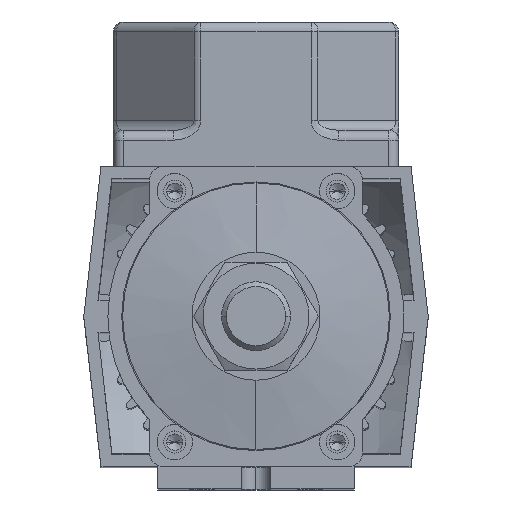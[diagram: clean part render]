
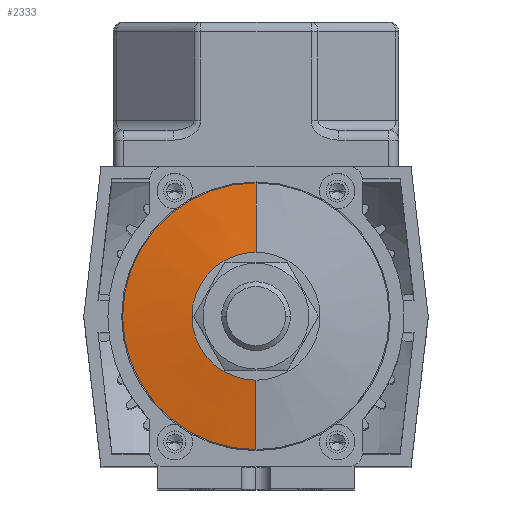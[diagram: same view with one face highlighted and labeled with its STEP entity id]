
A CAD part, top view. The second image highlights one B-rep face of the part: STEP entity #2333.
In plain terms, the highlighted conical face has half-angle 81.927 degrees and reference radius 27.1 mm.
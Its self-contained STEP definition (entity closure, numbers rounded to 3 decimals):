
#423 = DIRECTION ( 'NONE',  ( -1., 0., 0. ) ) ;
#587 = EDGE_LOOP ( 'NONE', ( #6981, #15145, #8325, #10739 ) ) ;
#880 = AXIS2_PLACEMENT_3D ( 'NONE', #17597, #8869, #11821 ) ;
#1203 = DIRECTION ( 'NONE',  ( -1., 0., 0. ) ) ;
#1433 = DIRECTION ( 'NONE',  ( -0.14, -0.99, 0. ) ) ;
#1763 = VERTEX_POINT ( 'NONE', #8644 ) ;
#1905 = CIRCLE ( 'NONE', #880, 13. ) ;
#1961 = LINE ( 'NONE', #14325, #7408 ) ;
#2333 = ADVANCED_FACE ( 'NONE', ( #14454 ), #4900, .T. ) ;
#3354 = DIRECTION ( 'NONE',  ( 0., -1., 0. ) ) ;
#4900 = CONICAL_SURFACE ( 'NONE', #7697, 27.1, 1.43 ) ;
#5525 = EDGE_CURVE ( 'NONE', #1763, #9408, #7401, .T. ) ;
#5678 = CARTESIAN_POINT ( 'NONE',  ( 3402.072, 1498.939, 0. ) ) ;
#5881 = CARTESIAN_POINT ( 'NONE',  ( 3400.072, 1539.039, 0. ) ) ;
#6402 = CARTESIAN_POINT ( 'NONE',  ( 3400.072, 1484.839, 0. ) ) ;
#6981 = ORIENTED_EDGE ( 'NONE', *, *, #13208, .T. ) ;
#7401 = LINE ( 'NONE', #13223, #8749 ) ;
#7408 = VECTOR ( 'NONE', #1433, 1000. ) ;
#7697 = AXIS2_PLACEMENT_3D ( 'NONE', #9091, #423, #3354 ) ;
#8325 = ORIENTED_EDGE ( 'NONE', *, *, #10772, .F. ) ;
#8592 = CIRCLE ( 'NONE', #17860, 27.1 ) ;
#8644 = CARTESIAN_POINT ( 'NONE',  ( 3402.072, 1524.939, 0. ) ) ;
#8749 = VECTOR ( 'NONE', #17615, 1000. ) ;
#8869 = DIRECTION ( 'NONE',  ( -1., 0., 0. ) ) ;
#9091 = CARTESIAN_POINT ( 'NONE',  ( 3400.072, 1511.939, 0. ) ) ;
#9408 = VERTEX_POINT ( 'NONE', #5881 ) ;
#9447 = VERTEX_POINT ( 'NONE', #5678 ) ;
#10739 = ORIENTED_EDGE ( 'NONE', *, *, #11433, .F. ) ;
#10772 = EDGE_CURVE ( 'NONE', #14960, #9408, #8592, .T. ) ;
#11433 = EDGE_CURVE ( 'NONE', #9447, #14960, #1961, .T. ) ;
#11821 = DIRECTION ( 'NONE',  ( 0., 1., 0. ) ) ;
#13208 = EDGE_CURVE ( 'NONE', #9447, #1763, #1905, .T. ) ;
#13223 = CARTESIAN_POINT ( 'NONE',  ( 3400.072, 1539.039, 0. ) ) ;
#14325 = CARTESIAN_POINT ( 'NONE',  ( 3400.072, 1484.839, 0. ) ) ;
#14350 = DIRECTION ( 'NONE',  ( 0., -1., 0. ) ) ;
#14454 = FACE_OUTER_BOUND ( 'NONE', #587, .T. ) ;
#14960 = VERTEX_POINT ( 'NONE', #6402 ) ;
#15145 = ORIENTED_EDGE ( 'NONE', *, *, #5525, .T. ) ;
#15950 = CARTESIAN_POINT ( 'NONE',  ( 3400.072, 1511.939, 0. ) ) ;
#17597 = CARTESIAN_POINT ( 'NONE',  ( 3402.072, 1511.939, 0. ) ) ;
#17615 = DIRECTION ( 'NONE',  ( -0.14, 0.99, 0. ) ) ;
#17860 = AXIS2_PLACEMENT_3D ( 'NONE', #15950, #1203, #14350 ) ;
